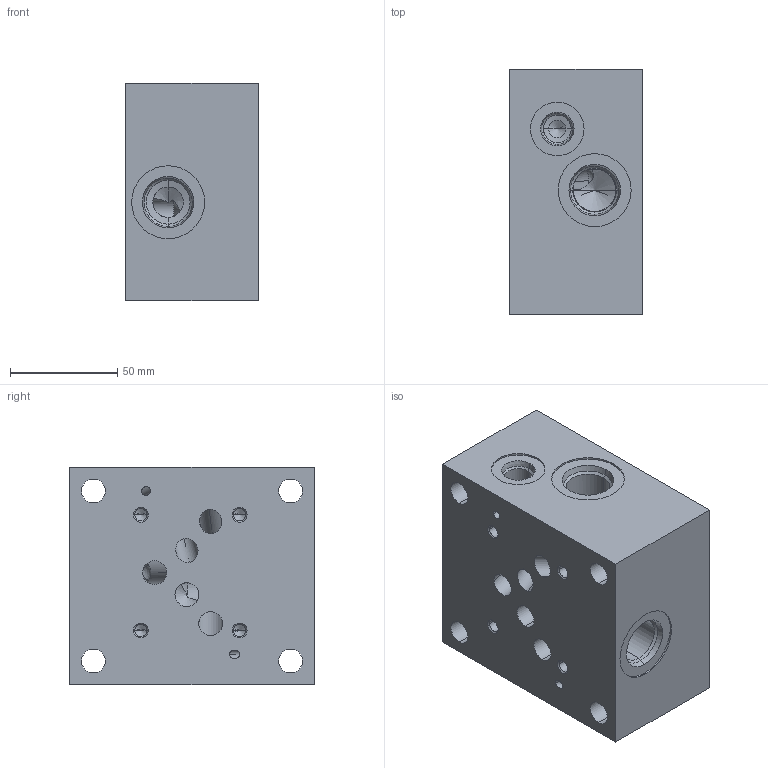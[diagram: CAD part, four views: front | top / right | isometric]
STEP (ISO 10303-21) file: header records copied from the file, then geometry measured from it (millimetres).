
FILE_DESCRIPTION((''),'2;1');
FILE_NAME('ZHK_ASM','2023-08-04T',('ProEService'),(''),'PRO/ENGINEER BY PARAMETRIC TECHNOLOGY CORPORATION, 2014200','PRO/ENGINEER BY PARAMETRIC TECHNOLOGY CORPORATION, 2014200','');
FILE_SCHEMA(('CONFIG_CONTROL_DESIGN'));
Length unit declared in the file: inch
Products named in the file (2): 151-649-003; ZHK_ASM
Assembly tree (1 placements, depth 2):
  ZHK_ASM
    151-649-003
Bounding box: 61.93 x 114.3 x 101.6 mm (x, y, z)
Volume: 606291.7 mm3; surface area: 78681.9 mm2
Topology: 1 solids, 1 shells, 168 faces, 629 edges, 605 vertices
Faces by surface type: cylinder 75, cone 72, plane 14, sphere 5, torus 2
Entity records: 7775 total; most frequent: CARTESIAN_POINT 2684, DIRECTION 1078, ORIENTED_EDGE 786, EDGE_CURVE 393, VECTOR 368, LINE 368, AXIS2_PLACEMENT_3D 355, VERTEX_POINT 238
